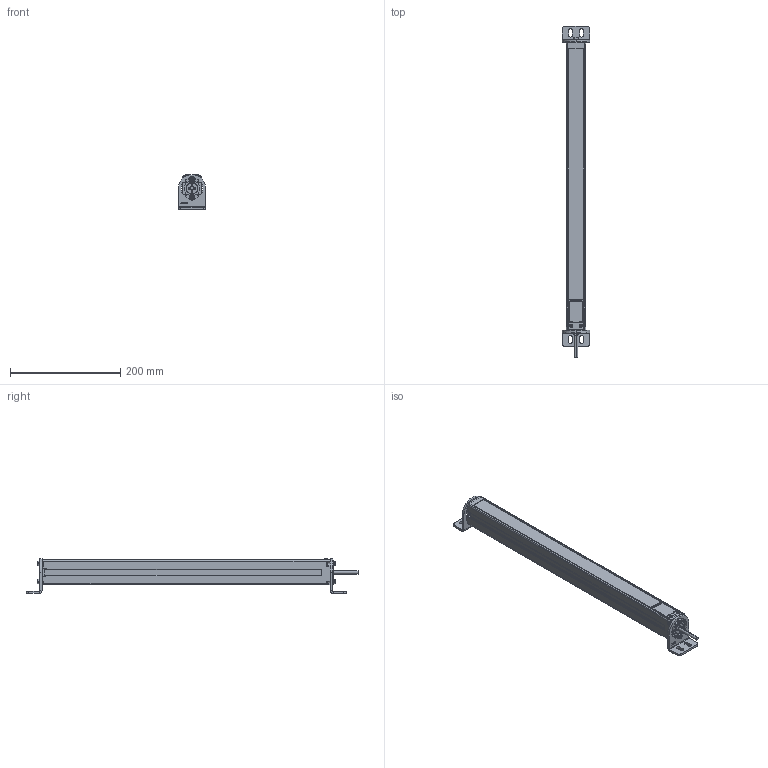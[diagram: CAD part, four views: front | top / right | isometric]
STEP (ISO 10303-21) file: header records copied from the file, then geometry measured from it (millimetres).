
FILE_DESCRIPTION((''),'2;1');
FILE_NAME('139551_SM01_ASM','2023-04-12T08:47:31',('banengservice'),('BANNER ENGINEERING'),'CREO PARAMETRIC BY PTC INC, 2022414','CREO PARAMETRIC BY PTC INC, 2022414','');
FILE_SCHEMA(('CONFIG_CONTROL_DESIGN'));
Length unit declared in the file: millimetre
Products named in the file (5): 139551_EP01; 139551_PL01; 111087; 58892; 139551_SM01_ASM
Assembly tree (8 placements, depth 2):
  139551_SM01_ASM
    139551_EP01
    139551_PL01
    111087  x2
    58892  x4
Bounding box: 50 x 601 x 63 mm (x, y, z)
Volume: 1467237.6 mm3; surface area: 215953.6 mm2
Topology: 8 solids, 8 shells, 1566 faces, 4175 edges, 2696 vertices
Faces by surface type: plane 907, cylinder 506, bspline 56, torus 50, sphere 24, cone 15, extrusion 8
Entity records: 40108 total; most frequent: CARTESIAN_POINT 11549, ORIENTED_EDGE 6030, DIRECTION 5814, EDGE_CURVE 3015, AXIS2_PLACEMENT_3D 1940, VERTEX_POINT 1938, VECTOR 1934, LINE 1926
